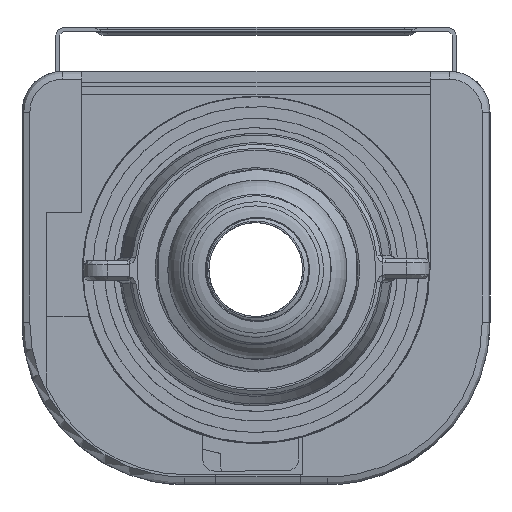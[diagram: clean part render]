
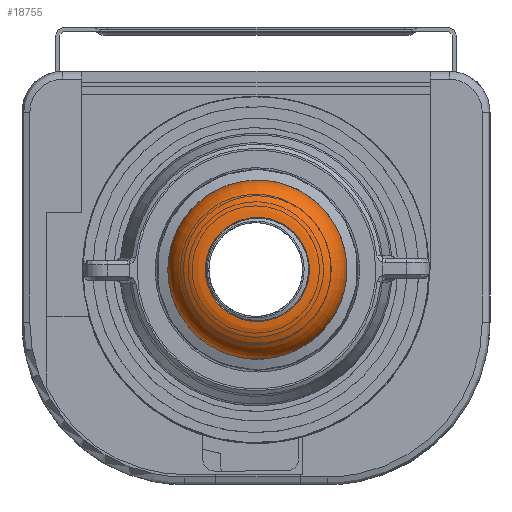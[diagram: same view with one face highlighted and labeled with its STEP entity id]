
A CAD part, front view. The second image highlights one B-rep face of the part: STEP entity #18755.
In plain terms, the highlighted toroidal (fillet/blend) face has major radius 6.476 mm and minor radius 4.995 mm.
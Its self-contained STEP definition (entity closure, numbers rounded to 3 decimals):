
#614 = CARTESIAN_POINT ( 'NONE',  ( 1.049, -640.584, -24.374 ) ) ;
#1861 = EDGE_LOOP ( 'NONE', ( #6300 ) ) ;
#2550 = CARTESIAN_POINT ( 'NONE',  ( 11.646, -635.642, -32.568 ) ) ;
#2647 = CARTESIAN_POINT ( 'NONE',  ( -6.504, -640.605, -31.927 ) ) ;
#2711 = CARTESIAN_POINT ( 'NONE',  ( 9.348, -635.657, -38.116 ) ) ;
#2887 = CARTESIAN_POINT ( 'NONE',  ( 5.952, -635.61, -21.043 ) ) ;
#3264 = DIRECTION ( 'NONE',  ( 0., 1., -0.003 ) ) ;
#4744 = CARTESIAN_POINT ( 'NONE',  ( -1.327, -635.606, -19.595 ) ) ;
#4916 = CARTESIAN_POINT ( 'NONE',  ( -5.603, -635.666, -41.09 ) ) ;
#5089 = CARTESIAN_POINT ( 'NONE',  ( 5.952, -635.666, -41.09 ) ) ;
#5158 = EDGE_CURVE ( 'NONE', #31584, #31584, #25841, .T. ) ;
#5294 = DIRECTION ( 'NONE',  ( 0., 0.003, 1. ) ) ;
#5358 = CARTESIAN_POINT ( 'NONE',  ( -1.574, -640.584, -24.548 ) ) ;
#5419 = CARTESIAN_POINT ( 'NONE',  ( 1.676, -635.606, -19.595 ) ) ;
#5701 = CARTESIAN_POINT ( 'NONE',  ( 5.515, -640.591, -26.948 ) ) ;
#6300 = ORIENTED_EDGE ( 'NONE', *, *, #10083, .F. ) ;
#7455 = CARTESIAN_POINT ( 'NONE',  ( -6.875, -635.612, -21.893 ) ) ;
#7718 = TOROIDAL_SURFACE ( 'NONE', #12614, 6.476, 4.995 ) ;
#7727 = CARTESIAN_POINT ( 'NONE',  ( -3.189, -640.619, -36.888 ) ) ;
#7855 = EDGE_LOOP ( 'NONE', ( #19534 ) ) ;
#7898 = CARTESIAN_POINT ( 'NONE',  ( -6.331, -640.597, -29.304 ) ) ;
#8064 = CARTESIAN_POINT ( 'NONE',  ( 1.923, -640.62, -37.557 ) ) ;
#8241 = CARTESIAN_POINT ( 'NONE',  ( 4.279, -640.617, -36.393 ) ) ;
#8639 = VERTEX_POINT ( 'NONE', #13392 ) ;
#10006 = CARTESIAN_POINT ( 'NONE',  ( -11.297, -635.642, -32.568 ) ) ;
#10083 = EDGE_CURVE ( 'NONE', #8639, #8639, #25373, .T. ) ;
#10169 = CARTESIAN_POINT ( 'NONE',  ( -10.998, -635.629, -28.064 ) ) ;
#10209 = FACE_OUTER_BOUND ( 'NONE', #1861, .T. ) ;
#10269 = CARTESIAN_POINT ( 'NONE',  ( 6.853, -640.605, -31.927 ) ) ;
#10614 = CARTESIAN_POINT ( 'NONE',  ( -6.331, -640.607, -32.801 ) ) ;
#12614 = AXIS2_PLACEMENT_3D ( 'NONE', #31287, #3264, #5294 ) ;
#12718 = CARTESIAN_POINT ( 'NONE',  ( -10.998, -635.646, -34.069 ) ) ;
#12875 = CARTESIAN_POINT ( 'NONE',  ( 10.198, -635.654, -36.843 ) ) ;
#12982 = CARTESIAN_POINT ( 'NONE',  ( -1.574, -640.62, -37.557 ) ) ;
#13225 = CARTESIAN_POINT ( 'NONE',  ( -2.828, -635.669, -42.239 ) ) ;
#13331 = CARTESIAN_POINT ( 'NONE',  ( 6.01, -640.612, -34.416 ) ) ;
#13392 = CARTESIAN_POINT ( 'NONE',  ( 0.174, -640.584, -24.374 ) ) ;
#13506 = CARTESIAN_POINT ( 'NONE',  ( 1.923, -640.584, -24.548 ) ) ;
#14940 = CARTESIAN_POINT ( 'NONE',  ( 0.174, -635.606, -19.595 ) ) ;
#15101 = CARTESIAN_POINT ( 'NONE',  ( -2.828, -635.607, -19.894 ) ) ;
#15442 = CARTESIAN_POINT ( 'NONE',  ( -8.999, -635.657, -38.116 ) ) ;
#15605 = CARTESIAN_POINT ( 'NONE',  ( -5.603, -635.61, -21.043 ) ) ;
#15705 = CARTESIAN_POINT ( 'NONE',  ( 6.853, -640.6, -30.178 ) ) ;
#15780 = CARTESIAN_POINT ( 'NONE',  ( 10.198, -635.622, -25.289 ) ) ;
#15893 = CARTESIAN_POINT ( 'NONE',  ( 6.679, -640.597, -29.304 ) ) ;
#16067 = CARTESIAN_POINT ( 'NONE',  ( 3.538, -640.586, -25.217 ) ) ;
#17816 = CARTESIAN_POINT ( 'NONE',  ( -1.327, -635.67, -42.538 ) ) ;
#18091 = CARTESIAN_POINT ( 'NONE',  ( -5.166, -640.591, -26.948 ) ) ;
#18152 = CARTESIAN_POINT ( 'NONE',  ( -11.297, -635.633, -29.565 ) ) ;
#18262 = CARTESIAN_POINT ( 'NONE',  ( -6.504, -640.6, -30.178 ) ) ;
#18436 = CARTESIAN_POINT ( 'NONE',  ( 3.538, -640.619, -36.888 ) ) ;
#18609 = CARTESIAN_POINT ( 'NONE',  ( -3.93, -640.587, -25.712 ) ) ;
#18755 = ADVANCED_FACE ( 'NONE', ( #10209, #23299 ), #7718, .T. ) ;
#19534 = ORIENTED_EDGE ( 'NONE', *, *, #5158, .T. ) ;
#20555 = CARTESIAN_POINT ( 'NONE',  ( -9.849, -635.654, -36.843 ) ) ;
#20832 = CARTESIAN_POINT ( 'NONE',  ( 0.174, -640.584, -24.374 ) ) ;
#20896 = CARTESIAN_POINT ( 'NONE',  ( 11.347, -635.646, -34.069 ) ) ;
#22937 = CARTESIAN_POINT ( 'NONE',  ( -9.849, -635.622, -25.289 ) ) ;
#23099 = CARTESIAN_POINT ( 'NONE',  ( 9.348, -635.618, -24.017 ) ) ;
#23261 = CARTESIAN_POINT ( 'NONE',  ( 11.646, -635.633, -29.565 ) ) ;
#23299 = FACE_OUTER_BOUND ( 'NONE', #7855, .T. ) ;
#23359 = CARTESIAN_POINT ( 'NONE',  ( -0.7, -640.621, -37.731 ) ) ;
#23599 = CARTESIAN_POINT ( 'NONE',  ( 0.174, -635.606, -19.595 ) ) ;
#23607 = CARTESIAN_POINT ( 'NONE',  ( 0.174, -635.606, -19.595 ) ) ;
#23708 = CARTESIAN_POINT ( 'NONE',  ( -5.661, -640.612, -34.416 ) ) ;
#23819 = CARTESIAN_POINT ( 'NONE',  ( 0.174, -640.584, -24.374 ) ) ;
#25373 = B_SPLINE_CURVE_WITH_KNOTS ( 'NONE', 3,
 ( #20832, #28631, #5358, #25913, #18609, #18091, #31176, #7898, #18262, #2647, #10614, #23708, #31349, #28981, #7727, #12982, #23359, #33528, #8064, #18436, #8241, #28467, #13331, #28801, #10269, #15705, #15893, #26252, #5701, #31003, #16067, #13506, #614, #23819 ),
 .UNSPECIFIED., .T., .F.,
 ( 4, 2, 2, 2, 2, 2, 2, 2, 2, 2, 2, 2, 2, 2, 2, 2, 4 ),
 ( 0., 0.063, 0.125, 0.188, 0.25, 0.313, 0.375, 0.438, 0.5, 0.563, 0.625, 0.688, 0.75, 0.813, 0.875, 0.938, 1. ),
 .UNSPECIFIED. ) ;
#25808 = CARTESIAN_POINT ( 'NONE',  ( -6.875, -635.663, -40.239 ) ) ;
#25841 = B_SPLINE_CURVE_WITH_KNOTS ( 'NONE', 3,
 ( #14940, #4744, #15101, #15605, #7455, #31417, #22937, #10169, #18152, #10006, #12718, #20555, #15442, #25808, #4916, #13225, #17816, #33431, #30896, #5089, #28184, #2711, #12875, #20896, #2550, #23261, #31243, #15780, #23099, #28533, #2887, #28695, #5419, #23607 ),
 .UNSPECIFIED., .T., .F.,
 ( 4, 2, 2, 2, 2, 2, 2, 2, 2, 2, 2, 2, 2, 2, 2, 2, 4 ),
 ( 0., 0.062, 0.125, 0.188, 0.25, 0.313, 0.375, 0.438, 0.5, 0.563, 0.625, 0.688, 0.75, 0.812, 0.875, 0.937, 1. ),
 .UNSPECIFIED. ) ;
#25913 = CARTESIAN_POINT ( 'NONE',  ( -3.189, -640.586, -25.217 ) ) ;
#26252 = CARTESIAN_POINT ( 'NONE',  ( 6.01, -640.593, -27.689 ) ) ;
#28184 = CARTESIAN_POINT ( 'NONE',  ( 7.224, -635.663, -40.239 ) ) ;
#28467 = CARTESIAN_POINT ( 'NONE',  ( 5.515, -640.614, -35.157 ) ) ;
#28533 = CARTESIAN_POINT ( 'NONE',  ( 7.224, -635.612, -21.893 ) ) ;
#28631 = CARTESIAN_POINT ( 'NONE',  ( -0.7, -640.584, -24.374 ) ) ;
#28695 = CARTESIAN_POINT ( 'NONE',  ( 3.177, -635.607, -19.894 ) ) ;
#28801 = CARTESIAN_POINT ( 'NONE',  ( 6.679, -640.607, -32.801 ) ) ;
#28981 = CARTESIAN_POINT ( 'NONE',  ( -3.93, -640.617, -36.393 ) ) ;
#30896 = CARTESIAN_POINT ( 'NONE',  ( 3.177, -635.669, -42.239 ) ) ;
#31003 = CARTESIAN_POINT ( 'NONE',  ( 4.279, -640.587, -25.712 ) ) ;
#31176 = CARTESIAN_POINT ( 'NONE',  ( -5.661, -640.593, -27.689 ) ) ;
#31243 = CARTESIAN_POINT ( 'NONE',  ( 11.347, -635.629, -28.064 ) ) ;
#31287 = CARTESIAN_POINT ( 'NONE',  ( 0.174, -635.611, -31.066 ) ) ;
#31349 = CARTESIAN_POINT ( 'NONE',  ( -5.166, -640.614, -35.157 ) ) ;
#31417 = CARTESIAN_POINT ( 'NONE',  ( -8.999, -635.618, -24.017 ) ) ;
#31584 = VERTEX_POINT ( 'NONE', #23599 ) ;
#33431 = CARTESIAN_POINT ( 'NONE',  ( 1.676, -635.67, -42.538 ) ) ;
#33528 = CARTESIAN_POINT ( 'NONE',  ( 1.049, -640.621, -37.731 ) ) ;
